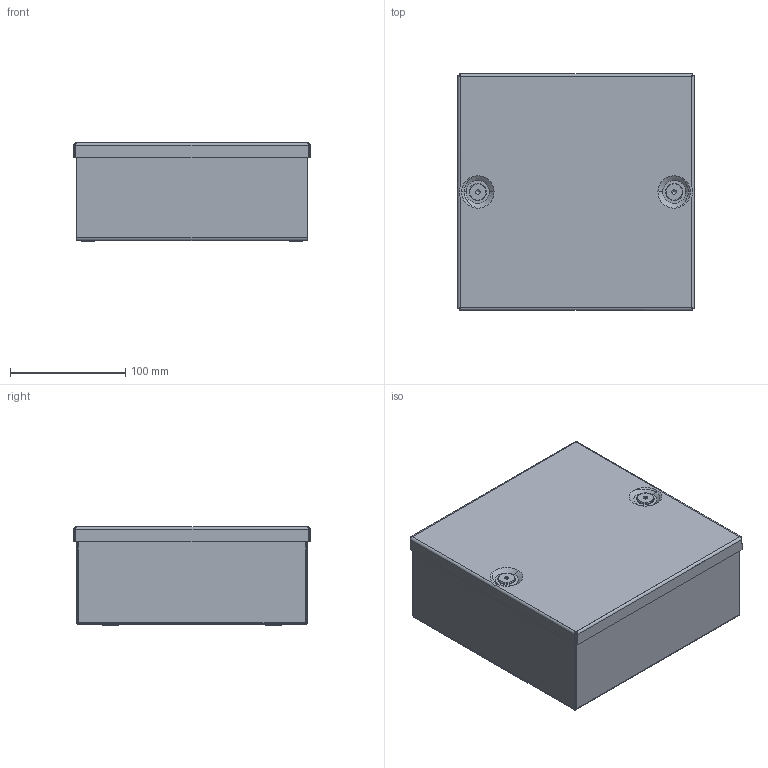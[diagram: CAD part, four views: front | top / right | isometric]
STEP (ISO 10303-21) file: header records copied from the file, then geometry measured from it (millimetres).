
FILE_DESCRIPTION (( 'STEP AP214' ), '1' );
FILE_NAME ('312.208 Êëåììíàÿ êîðîáêà W200H200D80.STEP', '2024-05-22T09:34:41', ( '' ), ( '' ), 'SwSTEP 2.0', 'SolidWorks 2021', '' );
FILE_SCHEMA (( 'AUTOMOTIVE_DESIGN' ));
Length unit declared in the file: millimetre
Products named in the file (10): Âèíò Ì6õ16 ìåáåëüíûé; 312.208-02 ÑÁ Êðûøêà êîðîáêè; 312.208-01 Êîðïóñ êîðîáêè; 312.208-011 Çàäíÿÿ ñòåíêà; 312.208 Êëåììíàÿ êîðîáêà W200H200D80; Ãàñêåòèíã W200H200; 312.208-012 Áîêîâàÿ ñòåíêà; Çàêëåïêà ðåçüáîâàÿ Ì6 øåñòèãðàííàÿ ñ óìåíüøåííûì áîðòîì; 312.208-02 Êðûøêà êîðîáêè; Çàêëåïêà ðåçüáîâàÿ Ì8 øåñòèãðàííàÿ ñ óìåíüøåííûì áîðòîì
Assembly tree (15 placements, depth 3):
  312.208 Êëåììíàÿ êîðîáêà W200H200D80
    312.208-01 Êîðïóñ êîðîáêè
      312.208-011 Çàäíÿÿ ñòåíêà
      312.208-012 Áîêîâàÿ ñòåíêà  x2
    312.208-02 ÑÁ Êðûøêà êîðîáêè
      312.208-02 Êðûøêà êîðîáêè
      Ãàñêåòèíã W200H200
    Âèíò Ì6õ16 ìåáåëüíûé  x2
    Çàêëåïêà ðåçüáîâàÿ Ì6 øåñòèãðàííàÿ ñ óìåíüøåííûì áîðòîì  x2
    Çàêëåïêà ðåçüáîâàÿ Ì8 øåñòèãðàííàÿ ñ óìåíüøåííûì áîðòîì  x4
Bounding box: 205 x 205 x 85.2 mm (x, y, z)
Volume: 229665.8 mm3; surface area: 362706.5 mm2
Topology: 13 solids, 13 shells, 483 faces, 1157 edges, 704 vertices
Faces by surface type: plane 257, cylinder 140, cone 64, bspline 14, torus 8
Entity records: 11526 total; most frequent: CARTESIAN_POINT 4652, ORIENTED_EDGE 1360, DIRECTION 1301, EDGE_CURVE 680, LINE 453, VECTOR 453, AXIS2_PLACEMENT_3D 424, VERTEX_POINT 412
